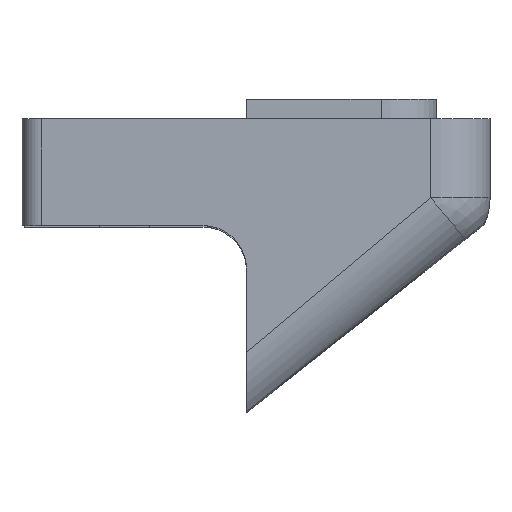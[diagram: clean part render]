
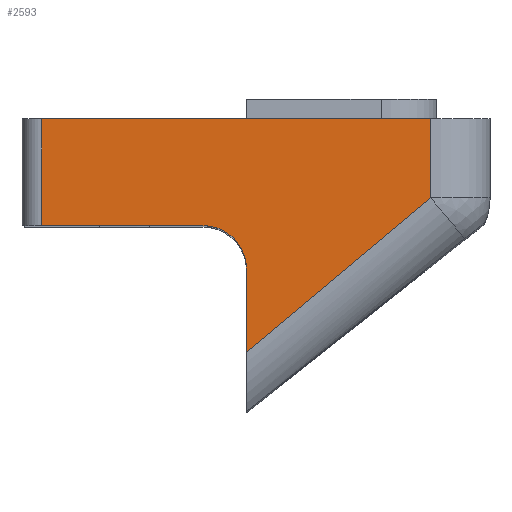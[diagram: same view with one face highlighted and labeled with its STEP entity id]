
A CAD part, top view. The second image highlights one B-rep face of the part: STEP entity #2593.
In plain terms, the highlighted planar face has unit normal (0, 0, 1).
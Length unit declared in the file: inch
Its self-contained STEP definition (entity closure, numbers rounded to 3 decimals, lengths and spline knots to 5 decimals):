
#115 = EDGE_CURVE ( 'NONE', #246, #4897, #2263, .T. ) ;
#130 = LINE ( 'NONE', #3398, #949 ) ;
#178 = LINE ( 'NONE', #2043, #2274 ) ;
#246 = VERTEX_POINT ( 'NONE', #3090 ) ;
#434 = VECTOR ( 'NONE', #5513, 39.37008 ) ;
#435 = DIRECTION ( 'NONE',  ( 1., 0., 0. ) ) ;
#580 = VECTOR ( 'NONE', #4002, 39.37008 ) ;
#695 = ORIENTED_EDGE ( 'NONE', *, *, #5662, .T. ) ;
#780 = ORIENTED_EDGE ( 'NONE', *, *, #813, .T. ) ;
#813 = EDGE_CURVE ( 'NONE', #246, #3261, #1611, .T. ) ;
#941 = DIRECTION ( 'NONE',  ( 0., 0., 1. ) ) ;
#949 = VECTOR ( 'NONE', #2518, 39.37008 ) ;
#1179 = LINE ( 'NONE', #5098, #434 ) ;
#1286 = ORIENTED_EDGE ( 'NONE', *, *, #1498, .F. ) ;
#1343 = CARTESIAN_POINT ( 'NONE',  ( 2.4011, -0.10763, 0.48 ) ) ;
#1498 = EDGE_CURVE ( 'NONE', #3373, #2842, #178, .T. ) ;
#1522 = DIRECTION ( 'NONE',  ( 0., 0., 1. ) ) ;
#1611 = LINE ( 'NONE', #2586, #580 ) ;
#1730 = ORIENTED_EDGE ( 'NONE', *, *, #115, .F. ) ;
#1815 = ORIENTED_EDGE ( 'NONE', *, *, #5239, .T. ) ;
#1942 = LINE ( 'NONE', #2962, #4315 ) ;
#2043 = CARTESIAN_POINT ( 'NONE',  ( 0., 0.4319, 0.48 ) ) ;
#2149 = AXIS2_PLACEMENT_3D ( 'NONE', #5180, #941, #435 ) ;
#2263 = CIRCLE ( 'NONE', #2149, 0.22 ) ;
#2274 = VECTOR ( 'NONE', #5377, 39.37008 ) ;
#2275 = DIRECTION ( 'NONE',  ( 0., -1., 0. ) ) ;
#2518 = DIRECTION ( 'NONE',  ( -1., 0., 0. ) ) ;
#2586 = CARTESIAN_POINT ( 'NONE',  ( 3.43554, 0., 0.48 ) ) ;
#2593 = ADVANCED_FACE ( 'NONE', ( #4914 ), #2958, .T. ) ;
#2820 = EDGE_CURVE ( 'NONE', #3258, #2842, #1179, .T. ) ;
#2842 = VERTEX_POINT ( 'NONE', #3108 ) ;
#2958 = PLANE ( 'NONE',  #4516 ) ;
#2962 = CARTESIAN_POINT ( 'NONE',  ( 4.1727, -0.12954, 0.48 ) ) ;
#2976 = VERTEX_POINT ( 'NONE', #1343 ) ;
#3027 = VECTOR ( 'NONE', #2275, 39.37008 ) ;
#3090 = CARTESIAN_POINT ( 'NONE',  ( 3.43554, -0.32763, 0.48 ) ) ;
#3107 = CARTESIAN_POINT ( 'NONE',  ( 3.43554, -0.7481, 0.48 ) ) ;
#3108 = CARTESIAN_POINT ( 'NONE',  ( 4.36554, 0.4319, 0.48 ) ) ;
#3236 = CARTESIAN_POINT ( 'NONE',  ( 2.4011, -5.21985, 0.48 ) ) ;
#3253 = ORIENTED_EDGE ( 'NONE', *, *, #2820, .T. ) ;
#3258 = VERTEX_POINT ( 'NONE', #6111 ) ;
#3261 = VERTEX_POINT ( 'NONE', #3107 ) ;
#3373 = VERTEX_POINT ( 'NONE', #4730 ) ;
#3398 = CARTESIAN_POINT ( 'NONE',  ( 0., -0.10763, 0.48 ) ) ;
#3437 = ORIENTED_EDGE ( 'NONE', *, *, #3784, .F. ) ;
#3784 = EDGE_CURVE ( 'NONE', #4897, #2976, #130, .T. ) ;
#4002 = DIRECTION ( 'NONE',  ( 0., -1., 0. ) ) ;
#4315 = VECTOR ( 'NONE', #5302, 39.37008 ) ;
#4383 = DIRECTION ( 'NONE',  ( 1., 0., 0. ) ) ;
#4516 = AXIS2_PLACEMENT_3D ( 'NONE', #5297, #1522, #4383 ) ;
#4666 = EDGE_LOOP ( 'NONE', ( #1286, #1815, #3437, #1730, #780, #695, #3253 ) ) ;
#4730 = CARTESIAN_POINT ( 'NONE',  ( 2.4011, 0.4319, 0.48 ) ) ;
#4897 = VERTEX_POINT ( 'NONE', #5502 ) ;
#4914 = FACE_OUTER_BOUND ( 'NONE', #4666, .T. ) ;
#5098 = CARTESIAN_POINT ( 'NONE',  ( 4.36554, -5.21985, 0.48 ) ) ;
#5180 = CARTESIAN_POINT ( 'NONE',  ( 3.21554, -0.32763, 0.48 ) ) ;
#5239 = EDGE_CURVE ( 'NONE', #3373, #2976, #6047, .T. ) ;
#5297 = CARTESIAN_POINT ( 'NONE',  ( 0., -5.21985, 0.48 ) ) ;
#5302 = DIRECTION ( 'NONE',  ( 0.766, 0.643, 0. ) ) ;
#5377 = DIRECTION ( 'NONE',  ( 1., 0., 0. ) ) ;
#5502 = CARTESIAN_POINT ( 'NONE',  ( 3.21554, -0.10763, 0.48 ) ) ;
#5513 = DIRECTION ( 'NONE',  ( 0., 1., 0. ) ) ;
#5662 = EDGE_CURVE ( 'NONE', #3261, #3258, #1942, .T. ) ;
#6047 = LINE ( 'NONE', #3236, #3027 ) ;
#6111 = CARTESIAN_POINT ( 'NONE',  ( 4.36554, 0.03226, 0.48 ) ) ;
